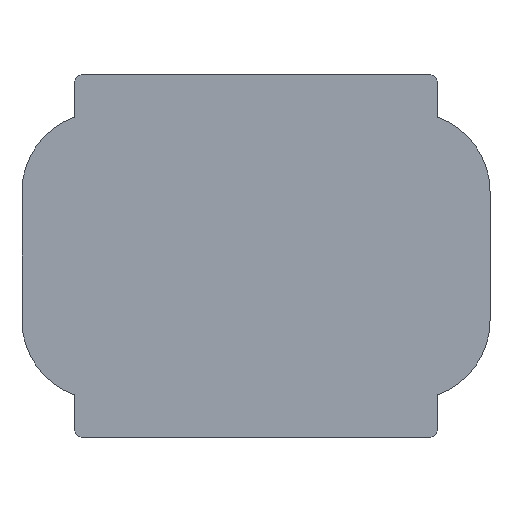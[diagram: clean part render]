
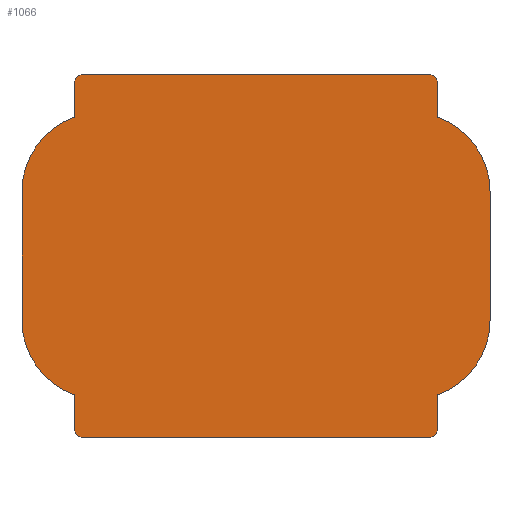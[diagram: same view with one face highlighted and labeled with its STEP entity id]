
A CAD part, front view. The second image highlights one B-rep face of the part: STEP entity #1066.
In plain terms, the highlighted planar face has unit normal (0, -1, 0).
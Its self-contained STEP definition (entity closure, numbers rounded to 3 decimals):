
#71=CIRCLE('',#1146,10.464);
#73=CIRCLE('',#1150,1.);
#77=CIRCLE('',#1156,1.);
#79=CIRCLE('',#1160,10.464);
#82=CIRCLE('',#1165,10.464);
#83=CIRCLE('',#1168,1.);
#86=CIRCLE('',#1173,1.);
#87=CIRCLE('',#1176,10.464);
#257=ORIENTED_EDGE('',*,*,#452,.F.);
#258=ORIENTED_EDGE('',*,*,#502,.F.);
#259=ORIENTED_EDGE('',*,*,#500,.F.);
#260=ORIENTED_EDGE('',*,*,#498,.F.);
#261=ORIENTED_EDGE('',*,*,#496,.F.);
#262=ORIENTED_EDGE('',*,*,#492,.F.);
#263=ORIENTED_EDGE('',*,*,#490,.F.);
#264=ORIENTED_EDGE('',*,*,#488,.F.);
#265=ORIENTED_EDGE('',*,*,#482,.F.);
#266=ORIENTED_EDGE('',*,*,#478,.F.);
#267=ORIENTED_EDGE('',*,*,#475,.F.);
#268=ORIENTED_EDGE('',*,*,#472,.F.);
#269=ORIENTED_EDGE('',*,*,#469,.F.);
#270=ORIENTED_EDGE('',*,*,#464,.F.);
#271=ORIENTED_EDGE('',*,*,#461,.F.);
#272=ORIENTED_EDGE('',*,*,#458,.F.);
#452=EDGE_CURVE('',#595,#596,#683,.T.);
#458=EDGE_CURVE('',#596,#599,#71,.T.);
#461=EDGE_CURVE('',#599,#601,#690,.T.);
#464=EDGE_CURVE('',#601,#603,#73,.T.);
#469=EDGE_CURVE('',#603,#607,#694,.T.);
#472=EDGE_CURVE('',#607,#609,#77,.T.);
#475=EDGE_CURVE('',#609,#611,#698,.T.);
#478=EDGE_CURVE('',#611,#613,#79,.T.);
#482=EDGE_CURVE('',#613,#616,#702,.T.);
#488=EDGE_CURVE('',#616,#620,#82,.T.);
#490=EDGE_CURVE('',#620,#621,#709,.T.);
#492=EDGE_CURVE('',#621,#622,#83,.T.);
#496=EDGE_CURVE('',#622,#625,#712,.T.);
#498=EDGE_CURVE('',#625,#626,#86,.T.);
#500=EDGE_CURVE('',#626,#627,#715,.T.);
#502=EDGE_CURVE('',#627,#595,#87,.T.);
#595=VERTEX_POINT('',#1702);
#596=VERTEX_POINT('',#1703);
#599=VERTEX_POINT('',#1713);
#601=VERTEX_POINT('',#1719);
#603=VERTEX_POINT('',#1725);
#607=VERTEX_POINT('',#1735);
#609=VERTEX_POINT('',#1741);
#611=VERTEX_POINT('',#1747);
#613=VERTEX_POINT('',#1753);
#616=VERTEX_POINT('',#1761);
#620=VERTEX_POINT('',#1772);
#621=VERTEX_POINT('',#1776);
#622=VERTEX_POINT('',#1780);
#625=VERTEX_POINT('',#1788);
#626=VERTEX_POINT('',#1792);
#627=VERTEX_POINT('',#1796);
#683=LINE('',#1701,#769);
#690=LINE('',#1718,#776);
#694=LINE('',#1734,#780);
#698=LINE('',#1746,#784);
#702=LINE('',#1760,#788);
#709=LINE('',#1775,#795);
#712=LINE('',#1787,#798);
#715=LINE('',#1795,#801);
#769=VECTOR('',#1332,1000.);
#776=VECTOR('',#1347,1000.);
#780=VECTOR('',#1363,1000.);
#784=VECTOR('',#1375,1000.);
#788=VECTOR('',#1389,1000.);
#795=VECTOR('',#1402,1000.);
#798=VECTOR('',#1415,1000.);
#801=VECTOR('',#1424,1000.);
#851=EDGE_LOOP('',(#257,#258,#259,#260,#261,#262,#263,#264,#265,#266,#267,
#268,#269,#270,#271,#272));
#945=FACE_BOUND('',#851,.T.);
#1023=PLANE('',#1182);
#1066=ADVANCED_FACE('',(#945),#1023,.F.);
#1146=AXIS2_PLACEMENT_3D('',#1712,#1340,#1341);
#1150=AXIS2_PLACEMENT_3D('',#1724,#1352,#1353);
#1156=AXIS2_PLACEMENT_3D('',#1740,#1368,#1369);
#1160=AXIS2_PLACEMENT_3D('',#1752,#1380,#1381);
#1165=AXIS2_PLACEMENT_3D('',#1771,#1397,#1398);
#1168=AXIS2_PLACEMENT_3D('',#1779,#1406,#1407);
#1173=AXIS2_PLACEMENT_3D('',#1791,#1419,#1420);
#1176=AXIS2_PLACEMENT_3D('',#1799,#1428,#1429);
#1182=AXIS2_PLACEMENT_3D('',#1811,#1442,#1443);
#1332=DIRECTION('',(0.,0.,1.));
#1340=DIRECTION('',(0.,1.,0.));
#1341=DIRECTION('',(1.,0.,0.));
#1347=DIRECTION('',(0.,0.,1.));
#1352=DIRECTION('',(0.,1.,0.));
#1353=DIRECTION('',(1.,0.,0.));
#1363=DIRECTION('',(1.,0.,0.));
#1368=DIRECTION('',(0.,1.,0.));
#1369=DIRECTION('',(1.,0.,0.));
#1375=DIRECTION('',(0.,0.,-1.));
#1380=DIRECTION('',(0.,1.,0.));
#1381=DIRECTION('',(1.,0.,0.));
#1389=DIRECTION('',(0.,0.,-1.));
#1397=DIRECTION('',(0.,1.,0.));
#1398=DIRECTION('',(1.,0.,0.));
#1402=DIRECTION('',(0.,0.,-1.));
#1406=DIRECTION('',(0.,1.,0.));
#1407=DIRECTION('',(1.,0.,0.));
#1415=DIRECTION('',(-1.,0.,0.));
#1419=DIRECTION('',(0.,1.,0.));
#1420=DIRECTION('',(1.,0.,0.));
#1424=DIRECTION('',(0.,0.,1.));
#1428=DIRECTION('',(0.,1.,0.));
#1429=DIRECTION('',(1.,0.,0.));
#1442=DIRECTION('',(0.,1.,0.));
#1443=DIRECTION('',(0.,0.,1.));
#1701=CARTESIAN_POINT('',(-31.,0.,-8.536));
#1702=CARTESIAN_POINT('',(-31.,0.,-8.536));
#1703=CARTESIAN_POINT('',(-31.,0.,8.536));
#1712=CARTESIAN_POINT('',(-20.536,0.,8.536));
#1713=CARTESIAN_POINT('',(-24.,0.,18.41));
#1718=CARTESIAN_POINT('',(-24.,0.,18.41));
#1719=CARTESIAN_POINT('',(-24.,0.,23.));
#1724=CARTESIAN_POINT('',(-23.,0.,23.));
#1725=CARTESIAN_POINT('',(-23.,0.,24.));
#1734=CARTESIAN_POINT('',(-23.,0.,24.));
#1735=CARTESIAN_POINT('',(23.,0.,24.));
#1740=CARTESIAN_POINT('',(23.,0.,23.));
#1741=CARTESIAN_POINT('',(24.,0.,23.));
#1746=CARTESIAN_POINT('',(24.,0.,23.));
#1747=CARTESIAN_POINT('',(24.,0.,18.41));
#1752=CARTESIAN_POINT('',(20.536,0.,8.536));
#1753=CARTESIAN_POINT('',(31.,0.,8.536));
#1760=CARTESIAN_POINT('',(31.,0.,8.536));
#1761=CARTESIAN_POINT('',(31.,0.,-8.536));
#1771=CARTESIAN_POINT('',(20.536,0.,-8.536));
#1772=CARTESIAN_POINT('',(24.,0.,-18.41));
#1775=CARTESIAN_POINT('',(24.,0.,-18.41));
#1776=CARTESIAN_POINT('',(24.,0.,-23.));
#1779=CARTESIAN_POINT('',(23.,0.,-23.));
#1780=CARTESIAN_POINT('',(23.,0.,-24.));
#1787=CARTESIAN_POINT('',(23.,0.,-24.));
#1788=CARTESIAN_POINT('',(-23.,0.,-24.));
#1791=CARTESIAN_POINT('',(-23.,0.,-23.));
#1792=CARTESIAN_POINT('',(-24.,0.,-23.));
#1795=CARTESIAN_POINT('',(-24.,0.,-23.));
#1796=CARTESIAN_POINT('',(-24.,0.,-18.41));
#1799=CARTESIAN_POINT('',(-20.536,0.,-8.536));
#1811=CARTESIAN_POINT('',(-20.536,0.,8.536));
